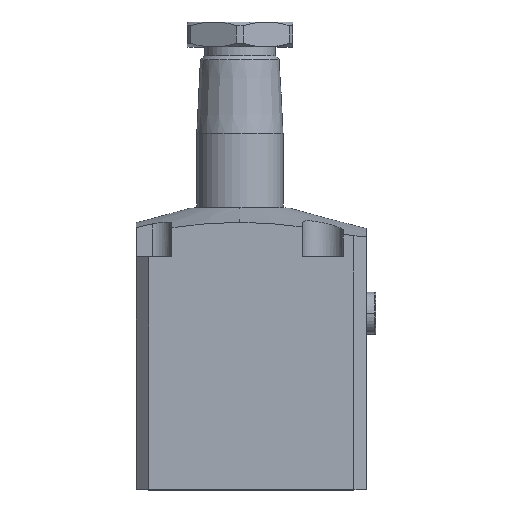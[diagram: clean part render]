
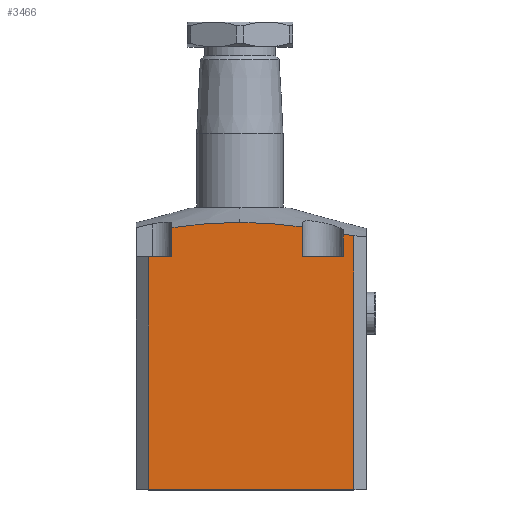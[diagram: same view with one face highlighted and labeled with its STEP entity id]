
A CAD part, top view. The second image highlights one B-rep face of the part: STEP entity #3466.
In plain terms, the highlighted planar face has unit normal (0, 0, 1).
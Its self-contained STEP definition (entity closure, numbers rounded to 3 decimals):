
#708 = VECTOR ( 'NONE', #3901, 1000. ) ;
#710 = VECTOR ( 'NONE', #3906, 1000. ) ;
#711 = LINE ( 'NONE', #3902, #708 ) ;
#712 = VECTOR ( 'NONE', #3907, 1000. ) ;
#713 = LINE ( 'NONE', #3910, #712 ) ;
#714 = VECTOR ( 'NONE', #3915, 1000. ) ;
#716 = VECTOR ( 'NONE', #3918, 1000. ) ;
#717 = LINE ( 'NONE', #3917, #714 ) ;
#718 = VECTOR ( 'NONE', #3928, 1000. ) ;
#719 = LINE ( 'NONE', #3914, #710 ) ;
#720 = VECTOR ( 'NONE', #3941, 1000. ) ;
#721 = LINE ( 'NONE', #3936, #716 ) ;
#722 = LINE ( 'NONE', #3945, #720 ) ;
#738 = VECTOR ( 'NONE', #4003, 1000. ) ;
#741 = LINE ( 'NONE', #4004, #738 ) ;
#743 = LINE ( 'NONE', #3934, #718 ) ;
#878 = VERTEX_POINT ( 'NONE', #2376 ) ;
#883 = VERTEX_POINT ( 'NONE', #2350 ) ;
#885 = VERTEX_POINT ( 'NONE', #2346 ) ;
#886 = VERTEX_POINT ( 'NONE', #2344 ) ;
#887 = VERTEX_POINT ( 'NONE', #2340 ) ;
#891 = VERTEX_POINT ( 'NONE', #2334 ) ;
#893 = VERTEX_POINT ( 'NONE', #2330 ) ;
#894 = VERTEX_POINT ( 'NONE', #2327 ) ;
#1295 = VERTEX_POINT ( 'NONE', #2234 ) ;
#1353 = ORIENTED_EDGE ( 'NONE', *, *, #4905, .F. ) ;
#1354 = ORIENTED_EDGE ( 'NONE', *, *, #4906, .T. ) ;
#1356 = ORIENTED_EDGE ( 'NONE', *, *, #4889, .T. ) ;
#1358 = VERTEX_POINT ( 'NONE', #2222 ) ;
#1362 = ORIENTED_EDGE ( 'NONE', *, *, #4904, .F. ) ;
#1365 = ORIENTED_EDGE ( 'NONE', *, *, #4911, .T. ) ;
#1369 = ORIENTED_EDGE ( 'NONE', *, *, #4908, .T. ) ;
#1376 = ORIENTED_EDGE ( 'NONE', *, *, #4910, .T. ) ;
#1377 = ORIENTED_EDGE ( 'NONE', *, *, #4907, .T. ) ;
#1379 = ORIENTED_EDGE ( 'NONE', *, *, #4912, .T. ) ;
#1446 = ORIENTED_EDGE ( 'NONE', *, *, #4909, .F. ) ;
#1458 = ORIENTED_EDGE ( 'NONE', *, *, #4877, .T. ) ;
#1685 = VERTEX_POINT ( 'NONE', #1696 ) ;
#1696 = CARTESIAN_POINT ( 'NONE',  ( -35.5, 136.584, 54. ) ) ;
#2222 = CARTESIAN_POINT ( 'NONE',  ( 54., 121.5, 54. ) ) ;
#2228 = DIRECTION ( 'NONE',  ( -1., 0., 0. ) ) ;
#2230 = DIRECTION ( 'NONE',  ( 0., 0., -1. ) ) ;
#2232 = PLANE ( 'NONE',  #4771 ) ;
#2234 = CARTESIAN_POINT ( 'NONE',  ( 0., 139.43, 54. ) ) ;
#2236 = CARTESIAN_POINT ( 'NONE',  ( -54., 147., 54. ) ) ;
#2327 = CARTESIAN_POINT ( 'NONE',  ( 32.5, 137.012, 54. ) ) ;
#2330 = CARTESIAN_POINT ( 'NONE',  ( 32.5, 121.5, 54. ) ) ;
#2334 = CARTESIAN_POINT ( 'NONE',  ( 54., 133.437, 54. ) ) ;
#2340 = CARTESIAN_POINT ( 'NONE',  ( -35.5, 121.5, 54. ) ) ;
#2344 = CARTESIAN_POINT ( 'NONE',  ( 59.5, 132.37, 54. ) ) ;
#2346 = CARTESIAN_POINT ( 'NONE',  ( -47.5, 121.5, 54. ) ) ;
#2350 = CARTESIAN_POINT ( 'NONE',  ( 59.5, 0., 54. ) ) ;
#2376 = CARTESIAN_POINT ( 'NONE',  ( -47.5, 0., 54. ) ) ;
#2616 = FACE_OUTER_BOUND ( 'NONE', #3115, .T. ) ;
#3115 = EDGE_LOOP ( 'NONE', ( #1362, #1353, #1354, #1356, #1377, #1369, #1446, #1376, #1365, #1379, #1458 ) ) ;
#3466 = ADVANCED_FACE ( 'NONE', ( #2616 ), #2232, .F. ) ;
#3894 = CARTESIAN_POINT ( 'NONE',  ( 0., 139.43, 54. ) ) ;
#3896 = CARTESIAN_POINT ( 'NONE',  ( 5.505, 139.43, 54. ) ) ;
#3897 = CARTESIAN_POINT ( 'NONE',  ( 10.96, 139.201, 54. ) ) ;
#3898 = CARTESIAN_POINT ( 'NONE',  ( 21.785, 138.359, 54. ) ) ;
#3901 = DIRECTION ( 'NONE',  ( 0., 1., 0. ) ) ;
#3902 = CARTESIAN_POINT ( 'NONE',  ( 32.5, 121.5, 54. ) ) ;
#3906 = DIRECTION ( 'NONE',  ( -1., 0., 0. ) ) ;
#3907 = DIRECTION ( 'NONE',  ( 0., 1., 0. ) ) ;
#3908 = CARTESIAN_POINT ( 'NONE',  ( 32.5, 137.012, 54. ) ) ;
#3910 = CARTESIAN_POINT ( 'NONE',  ( 54., 121.5, 54. ) ) ;
#3911 = CARTESIAN_POINT ( 'NONE',  ( 54., 133.437, 54. ) ) ;
#3912 = CARTESIAN_POINT ( 'NONE',  ( 55.835, 133.089, 54. ) ) ;
#3913 = CARTESIAN_POINT ( 'NONE',  ( 27.157, 137.75, 54. ) ) ;
#3914 = CARTESIAN_POINT ( 'NONE',  ( 54., 121.5, 54. ) ) ;
#3915 = DIRECTION ( 'NONE',  ( 0., 1., 0. ) ) ;
#3917 = CARTESIAN_POINT ( 'NONE',  ( 59.5, 147., 54. ) ) ;
#3918 = DIRECTION ( 'NONE',  ( 0., -1., 0. ) ) ;
#3921 = CARTESIAN_POINT ( 'NONE',  ( 59.5, 132.37, 54. ) ) ;
#3928 = DIRECTION ( 'NONE',  ( 1., 0., 0. ) ) ;
#3929 = CARTESIAN_POINT ( 'NONE',  ( 57.668, 132.733, 54. ) ) ;
#3934 = CARTESIAN_POINT ( 'NONE',  ( -35.5, 121.5, 54. ) ) ;
#3936 = CARTESIAN_POINT ( 'NONE',  ( -47.5, 147., 54. ) ) ;
#3941 = DIRECTION ( 'NONE',  ( 0., 1., 0. ) ) ;
#3945 = CARTESIAN_POINT ( 'NONE',  ( -35.5, 94.256, 54. ) ) ;
#4003 = DIRECTION ( 'NONE',  ( 1., 0., 0. ) ) ;
#4004 = CARTESIAN_POINT ( 'NONE',  ( -54., 0., 54. ) ) ;
#4030 = CARTESIAN_POINT ( 'NONE',  ( -35.5, 136.584, 54. ) ) ;
#4031 = CARTESIAN_POINT ( 'NONE',  ( -32.559, 137.017, 54. ) ) ;
#4033 = CARTESIAN_POINT ( 'NONE',  ( -29.612, 137.413, 54. ) ) ;
#4034 = CARTESIAN_POINT ( 'NONE',  ( -23.713, 138.113, 54. ) ) ;
#4036 = CARTESIAN_POINT ( 'NONE',  ( -20.759, 138.416, 54. ) ) ;
#4037 = CARTESIAN_POINT ( 'NONE',  ( -14.843, 138.913, 54. ) ) ;
#4038 = CARTESIAN_POINT ( 'NONE',  ( -11.88, 139.105, 54. ) ) ;
#4039 = CARTESIAN_POINT ( 'NONE',  ( -5.943, 139.364, 54. ) ) ;
#4044 = CARTESIAN_POINT ( 'NONE',  ( 0., 139.43, 54. ) ) ;
#4045 = CARTESIAN_POINT ( 'NONE',  ( -2.963, 139.43, 54. ) ) ;
#4679 = B_SPLINE_CURVE_WITH_KNOTS ( 'NONE', 3,
 ( #3908, #3913, #3898, #3897, #3896, #3894 ),
 .UNSPECIFIED., .F., .F.,
 ( 4, 2, 4 ),
 ( 0.26, 0.276, 0.292 ),
 .UNSPECIFIED. ) ;
#4680 = B_SPLINE_CURVE_WITH_KNOTS ( 'NONE', 3,
 ( #3921, #3929, #3912, #3911 ),
 .UNSPECIFIED., .F., .F.,
 ( 4, 4 ),
 ( 0.233, 0.238 ),
 .UNSPECIFIED. ) ;
#4684 = B_SPLINE_CURVE_WITH_KNOTS ( 'NONE', 3,
 ( #4044, #4045, #4039, #4038, #4037, #4036, #4034, #4033, #4031, #4030 ),
 .UNSPECIFIED., .F., .F.,
 ( 4, 2, 2, 2, 4 ),
 ( 0.292, 0.301, 0.31, 0.318, 0.327 ),
 .UNSPECIFIED. ) ;
#4771 = AXIS2_PLACEMENT_3D ( 'NONE', #2236, #2230, #2228 ) ;
#4877 = EDGE_CURVE ( 'NONE', #1295, #1685, #4684, .T. ) ;
#4889 = EDGE_CURVE ( 'NONE', #878, #883, #741, .T. ) ;
#4904 = EDGE_CURVE ( 'NONE', #887, #1685, #722, .T. ) ;
#4905 = EDGE_CURVE ( 'NONE', #885, #887, #743, .T. ) ;
#4906 = EDGE_CURVE ( 'NONE', #885, #878, #721, .T. ) ;
#4907 = EDGE_CURVE ( 'NONE', #883, #886, #717, .T. ) ;
#4908 = EDGE_CURVE ( 'NONE', #886, #891, #4680, .T. ) ;
#4909 = EDGE_CURVE ( 'NONE', #1358, #891, #713, .T. ) ;
#4910 = EDGE_CURVE ( 'NONE', #1358, #893, #719, .T. ) ;
#4911 = EDGE_CURVE ( 'NONE', #893, #894, #711, .T. ) ;
#4912 = EDGE_CURVE ( 'NONE', #894, #1295, #4679, .T. ) ;
